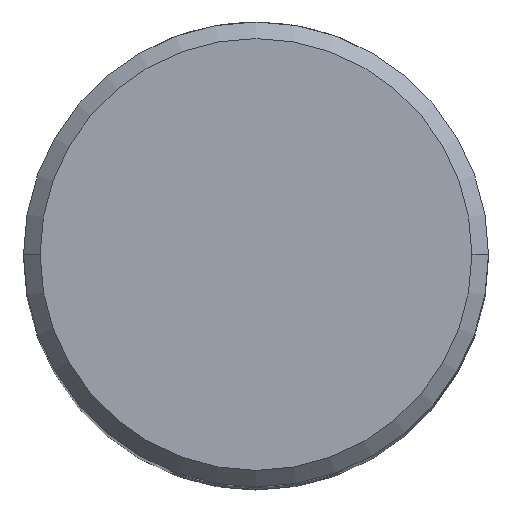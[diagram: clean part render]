
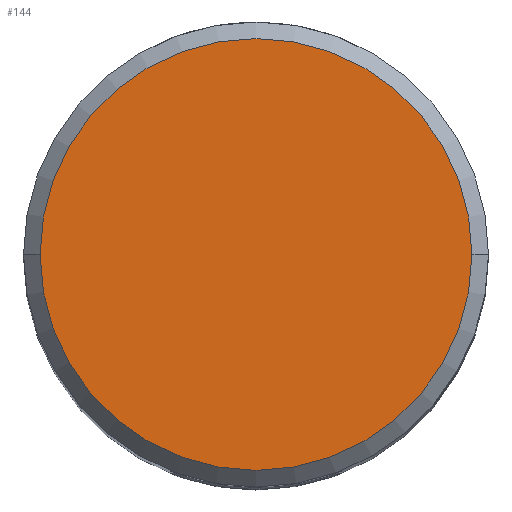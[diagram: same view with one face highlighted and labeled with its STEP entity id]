
A CAD part, top view. The second image highlights one B-rep face of the part: STEP entity #144.
In plain terms, the highlighted planar face has unit normal (0, 0, 1).
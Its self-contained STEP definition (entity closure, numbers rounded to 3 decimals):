
#40=PLANE('',#541);
#144=ADVANCED_FACE('',(#174),#40,.F.);
#174=FACE_OUTER_BOUND('',#204,.T.);
#204=EDGE_LOOP('',(#269,#270));
#269=ORIENTED_EDGE('',*,*,#422,.T.);
#270=ORIENTED_EDGE('',*,*,#410,.T.);
#369=VERTEX_POINT('',#780);
#370=VERTEX_POINT('',#781);
#410=EDGE_CURVE('',#369,#370,#461,.T.);
#422=EDGE_CURVE('',#370,#369,#467,.T.);
#461=CIRCLE('',#529,13.);
#467=CIRCLE('',#540,13.);
#529=AXIS2_PLACEMENT_3D('',#779,#624,#625);
#540=AXIS2_PLACEMENT_3D('',#803,#652,#653);
#541=AXIS2_PLACEMENT_3D('',#804,#654,#655);
#624=DIRECTION('',(0.,0.,1.));
#625=DIRECTION('',(-1.,0.,0.));
#652=DIRECTION('',(0.,0.,1.));
#653=DIRECTION('',(-1.,0.,0.));
#654=DIRECTION('',(0.,0.,-1.));
#655=DIRECTION('',(1.,0.,0.));
#779=CARTESIAN_POINT('',(0.,0.,0.));
#780=CARTESIAN_POINT('',(13.,0.,0.));
#781=CARTESIAN_POINT('',(-13.,0.,0.));
#803=CARTESIAN_POINT('',(0.,0.,0.));
#804=CARTESIAN_POINT('',(0.,14.,0.));
